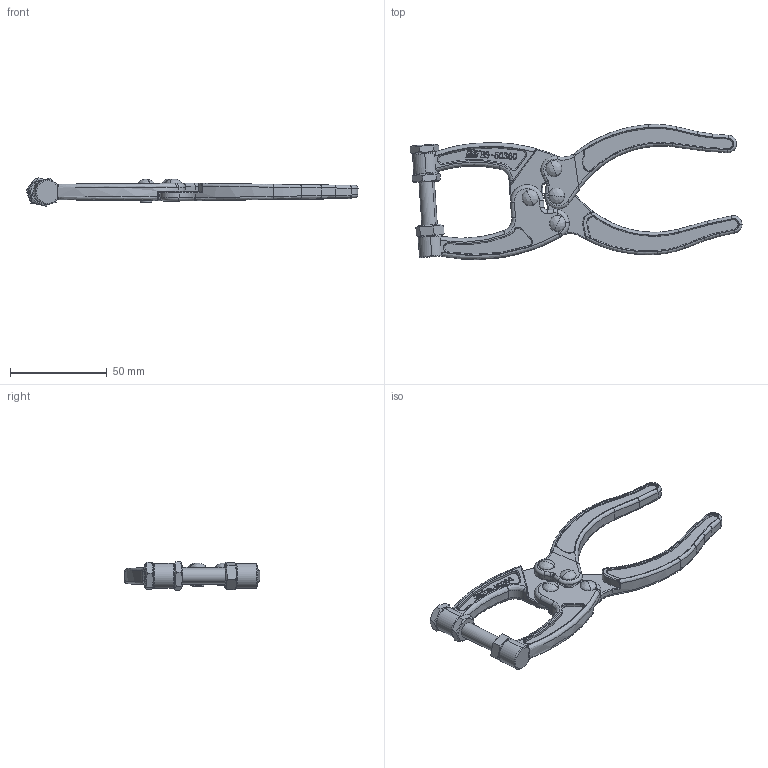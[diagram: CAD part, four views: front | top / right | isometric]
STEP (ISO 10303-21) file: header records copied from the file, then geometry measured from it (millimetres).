
FILE_DESCRIPTION (( 'STEP AP203' ), '1' );
FILE_NAME ('HS-50360.STEP', '2019-10-07T06:40:56', ( '微软用户' ), ( '微软中国' ), 'SwSTEP 2.0', 'SolidWorks 2012', '' );
FILE_SCHEMA (( 'CONFIG_CONTROL_DESIGN' ));
Length unit declared in the file: millimetre
Products named in the file (7): HS-50360; 狟旋; 奻旋; hex thin nuts-grades ab-chamfered gb_GB_FASTENER_NUT_STNAB M8-N; hexagon head bolts-full thread gb_GB_FASTENER_BOLT_STBAB A M8X40-N; 种; 標旋
Assembly tree (11 placements, depth 2):
  HS-50360
    標旋  x2
    种  x4
    hexagon head bolts-full thread gb_GB_FASTENER_BOLT_STBAB A M8X40-N
    hex thin nuts-grades ab-chamfered gb_GB_FASTENER_NUT_STNAB M8-N  x2
    奻旋
    狟旋
Bounding box: 171.19 x 69.74 x 14.52 mm (x, y, z)
Volume: 35025.6 mm3; surface area: 21521.7 mm2
Topology: 11 solids, 11 shells, 899 faces, 2292 edges, 1454 vertices
Faces by surface type: bspline 287, plane 278, cylinder 238, torus 54, cone 42
Entity records: 33163 total; most frequent: CARTESIAN_POINT 16444, ORIENTED_EDGE 3756, DIRECTION 2629, EDGE_CURVE 1878, VERTEX_POINT 1203, AXIS2_PLACEMENT_3D 880, VECTOR 869, LINE 869
